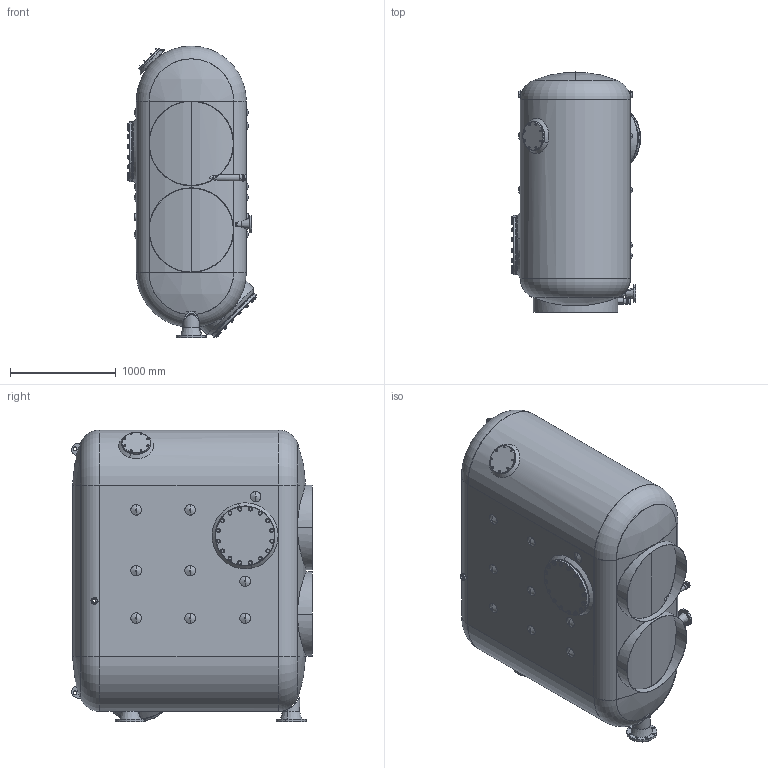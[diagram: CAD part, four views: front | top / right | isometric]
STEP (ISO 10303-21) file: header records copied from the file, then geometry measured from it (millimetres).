
FILE_DESCRIPTION (( 'STEP AP214' ), '1' );
FILE_NAME ('Pacific_1040_L2660.STEP', '2020-02-13T15:11:51', ( '' ), ( '' ), 'SwSTEP 2.0', 'SolidWorks 2019', '' );
FILE_SCHEMA (( 'AUTOMOTIVE_DESIGN' ));
Length unit declared in the file: millimetre
Products named in the file (1): Pacific_1040_L2660
Bounding box: 1219.63 x 2274.23 x 2760 mm (x, y, z)
Volume: 145104984.4 mm3; surface area: 40023493.1 mm2
Topology: 112 solids, 112 shells, 1482 faces, 3190 edges, 2019 vertices
Faces by surface type: cylinder 558, plane 528, cone 336, torus 31, bspline 24, sphere 5
Entity records: 65061 total; most frequent: CARTESIAN_POINT 14517, DIRECTION 7219, ORIENTED_EDGE 6372, EDGE_CURVE 3186, AXIS2_PLACEMENT_3D 3032, VERTEX_POINT 2019, EDGE_LOOP 1829, UNCERTAINTY_MEASURE_WITH_UNIT 1596
